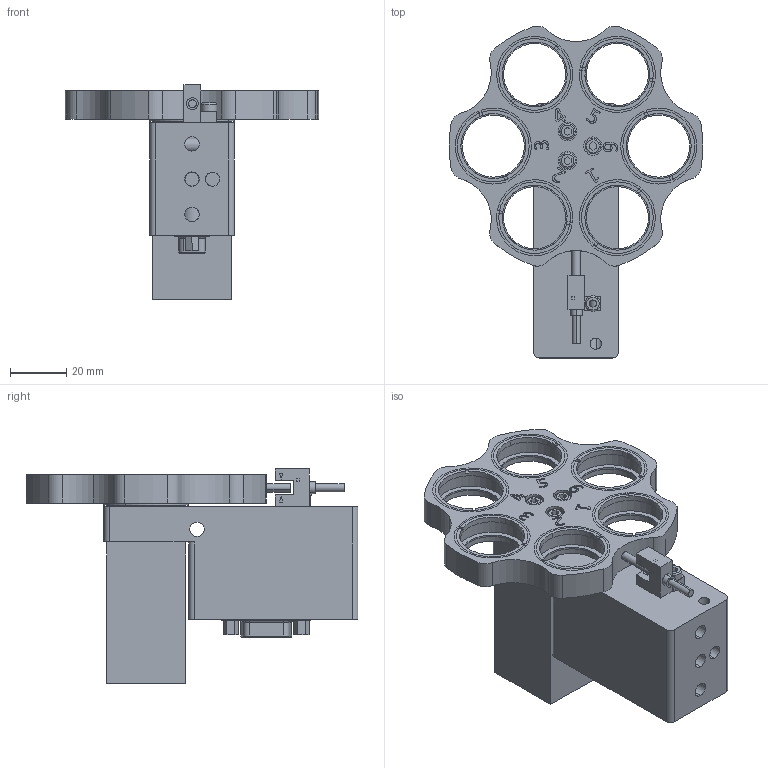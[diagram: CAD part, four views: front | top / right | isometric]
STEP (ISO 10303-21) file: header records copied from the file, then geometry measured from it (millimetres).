
FILE_DESCRIPTION (( 'STEP AP203' ), '1' );
FILE_NAME ('08MFW-6.STEP', '2023-06-29T00:48:24', ( '' ), ( '' ), 'SwSTEP 2.0', 'SolidWorks 2022', '' );
FILE_SCHEMA (( 'CONFIG_CONTROL_DESIGN' ));
Length unit declared in the file: inch
Products named in the file (1): 08MFW-6
Bounding box: 89.85 x 117.54 x 75.9 mm (x, y, z)
Surface area: 41088.2 mm2 (no closed solid volume)
Topology: 0 solids, 26 shells, 425 faces, 1355 edges, 946 vertices
Faces by surface type: plane 197, cylinder 170, bspline 40, torus 18
Entity records: 18148 total; most frequent: CARTESIAN_POINT 6202, DIRECTION 2450, ORIENTED_EDGE 2242, EDGE_CURVE 1355, VERTEX_POINT 946, AXIS2_PLACEMENT_3D 868, LINE 714, VECTOR 714
